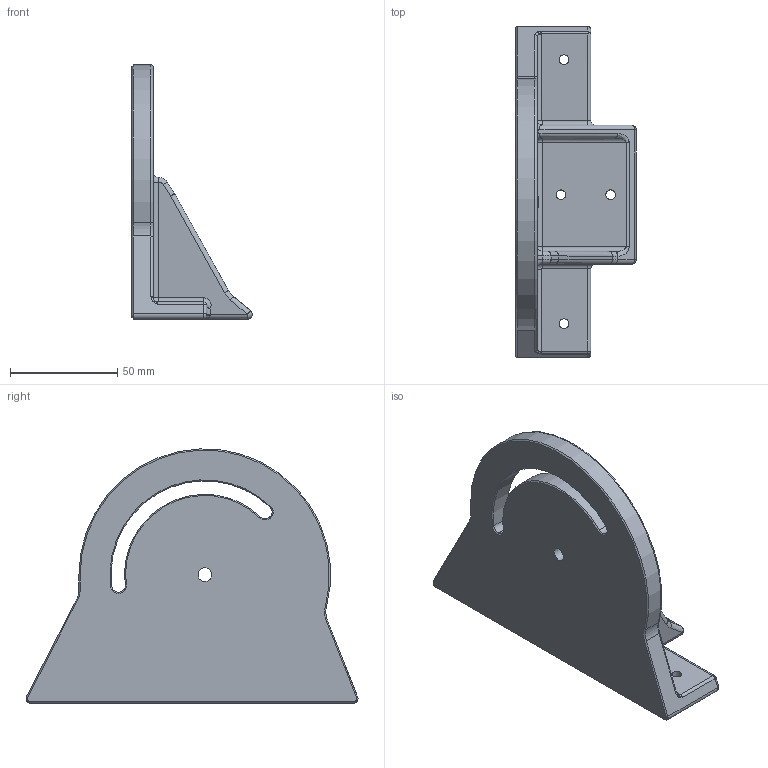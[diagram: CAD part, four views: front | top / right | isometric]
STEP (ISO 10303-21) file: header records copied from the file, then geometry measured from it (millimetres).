
FILE_DESCRIPTION(/* description */ (''),/* implementation_level */ '2;1');
FILE_NAME(/* name */ 'OSSM Mini Mount Side 2.step',/* time_stamp */ '2024-02-25T13:15:52-05:00',/* author */ (''),/* organization */ (''),/* preprocessor_version */ 'ST-DEVELOPER v20',/* originating_system */ 'Autodesk Translation Framework v12.14.0.127',/* authorisation */ '');
FILE_SCHEMA (('AUTOMOTIVE_DESIGN { 1 0 10303 214 3 1 1 }'));
Length unit declared in the file: millimetre
Products named in the file (1): ball head arm
Bounding box: 56.16 x 155.09 x 118.75 mm (x, y, z)
Volume: 175156.4 mm3; surface area: 46046.6 mm2
Topology: 1 solids, 1 shells, 166 faces, 399 edges, 232 vertices
Faces by surface type: cylinder 60, plane 34, bspline 33, torus 17, cone 17, sphere 5
Full cylindrical faces by diameter (mm): 4.5 x4, 6.35 x1
Entity records: 5383 total; most frequent: CARTESIAN_POINT 1585, ORIENTED_EDGE 790, DIRECTION 782, EDGE_CURVE 395, AXIS2_PLACEMENT_3D 301, VERTEX_POINT 232, LINE 180, VECTOR 180
